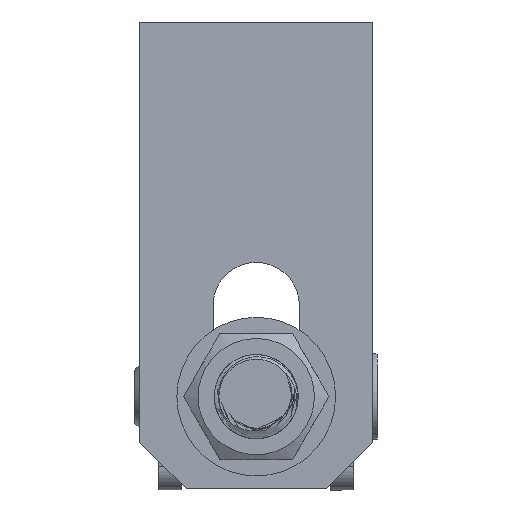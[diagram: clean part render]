
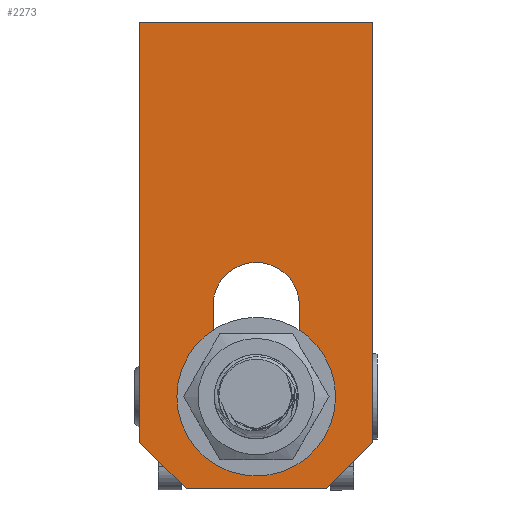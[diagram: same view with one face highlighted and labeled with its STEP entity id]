
A CAD part, left-side view. The second image highlights one B-rep face of the part: STEP entity #2273.
In plain terms, the highlighted face is planar.
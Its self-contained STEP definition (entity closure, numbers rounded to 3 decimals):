
#210=FACE_BOUND('',#776,.T.);
#364=LINE('',#11522,#491);
#368=LINE('',#11534,#495);
#370=LINE('',#11542,#497);
#374=LINE('',#11550,#501);
#377=LINE('',#11556,#504);
#378=LINE('',#11558,#505);
#379=LINE('',#11560,#506);
#380=LINE('',#11561,#507);
#491=VECTOR('',#3090,10.);
#495=VECTOR('',#3102,10.);
#497=VECTOR('',#3112,10.);
#501=VECTOR('',#3118,10.);
#504=VECTOR('',#3123,10.);
#505=VECTOR('',#3124,10.);
#506=VECTOR('',#3125,10.);
#507=VECTOR('',#3126,10.);
#640=FACE_OUTER_BOUND('',#775,.T.);
#775=EDGE_LOOP('',(#1950,#1951,#1952,#1953,#1954,#1955));
#776=EDGE_LOOP('',(#1956,#1957,#1958,#1959));
#889=CIRCLE('',#2635,9.25);
#891=CIRCLE('',#2639,9.25);
#1082=VERTEX_POINT('',#11519);
#1083=VERTEX_POINT('',#11521);
#1085=VERTEX_POINT('',#11527);
#1087=VERTEX_POINT('',#11533);
#1088=VERTEX_POINT('',#11540);
#1089=VERTEX_POINT('',#11541);
#1092=VERTEX_POINT('',#11549);
#1094=VERTEX_POINT('',#11555);
#1095=VERTEX_POINT('',#11557);
#1096=VERTEX_POINT('',#11559);
#1376=EDGE_CURVE('',#1083,#1082,#364,.T.);
#1379=EDGE_CURVE('',#1085,#1083,#889,.T.);
#1382=EDGE_CURVE('',#1087,#1085,#368,.T.);
#1385=EDGE_CURVE('',#1082,#1087,#891,.T.);
#1386=EDGE_CURVE('',#1088,#1089,#370,.T.);
#1390=EDGE_CURVE('',#1089,#1092,#374,.T.);
#1393=EDGE_CURVE('',#1094,#1088,#377,.T.);
#1394=EDGE_CURVE('',#1095,#1094,#378,.T.);
#1395=EDGE_CURVE('',#1096,#1095,#379,.T.);
#1396=EDGE_CURVE('',#1092,#1096,#380,.T.);
#1950=ORIENTED_EDGE('',*,*,#1386,.F.);
#1951=ORIENTED_EDGE('',*,*,#1393,.F.);
#1952=ORIENTED_EDGE('',*,*,#1394,.F.);
#1953=ORIENTED_EDGE('',*,*,#1395,.F.);
#1954=ORIENTED_EDGE('',*,*,#1396,.F.);
#1955=ORIENTED_EDGE('',*,*,#1390,.F.);
#1956=ORIENTED_EDGE('',*,*,#1382,.T.);
#1957=ORIENTED_EDGE('',*,*,#1379,.T.);
#1958=ORIENTED_EDGE('',*,*,#1376,.T.);
#1959=ORIENTED_EDGE('',*,*,#1385,.T.);
#2165=PLANE('',#2642);
#2273=ADVANCED_FACE('',(#640,#210),#2165,.T.);
#2635=AXIS2_PLACEMENT_3D('',#11528,#3096,#3097);
#2639=AXIS2_PLACEMENT_3D('',#11538,#3108,#3109);
#2642=AXIS2_PLACEMENT_3D('',#11554,#3121,#3122);
#3090=DIRECTION('',(0.,1.,0.));
#3096=DIRECTION('center_axis',(0.,0.,-1.));
#3097=DIRECTION('ref_axis',(-1.,0.,0.));
#3102=DIRECTION('',(0.,-1.,0.));
#3108=DIRECTION('center_axis',(0.,0.,-1.));
#3109=DIRECTION('ref_axis',(1.,0.,0.));
#3112=DIRECTION('',(-0.707,-0.707,0.));
#3118=DIRECTION('',(-1.,0.,0.));
#3121=DIRECTION('center_axis',(0.,0.,1.));
#3122=DIRECTION('ref_axis',(1.,0.,0.));
#3123=DIRECTION('',(0.,-1.,0.));
#3124=DIRECTION('',(1.,0.,0.));
#3125=DIRECTION('',(0.,1.,0.));
#3126=DIRECTION('',(-0.707,0.707,0.));
#11519=CARTESIAN_POINT('',(15.75,39.25,8.));
#11521=CARTESIAN_POINT('',(15.75,19.75,8.));
#11522=CARTESIAN_POINT('',(15.75,34.875,8.));
#11527=CARTESIAN_POINT('',(34.25,19.75,8.));
#11528=CARTESIAN_POINT('Origin',(25.,19.75,8.));
#11533=CARTESIAN_POINT('',(34.25,39.25,8.));
#11534=CARTESIAN_POINT('',(34.25,34.875,8.));
#11538=CARTESIAN_POINT('Origin',(25.,39.25,8.));
#11540=CARTESIAN_POINT('',(50.,10.,8.));
#11541=CARTESIAN_POINT('',(40.,0.,8.));
#11542=CARTESIAN_POINT('',(51.25,11.25,8.));
#11549=CARTESIAN_POINT('',(10.,0.,8.));
#11550=CARTESIAN_POINT('',(0.,0.,8.));
#11554=CARTESIAN_POINT('Origin',(25.,50.,8.));
#11555=CARTESIAN_POINT('',(50.,100.,8.));
#11556=CARTESIAN_POINT('',(50.,0.,8.));
#11557=CARTESIAN_POINT('',(0.,100.,8.));
#11558=CARTESIAN_POINT('',(50.,100.,8.));
#11559=CARTESIAN_POINT('',(0.,10.,8.));
#11560=CARTESIAN_POINT('',(0.,100.,8.));
#11561=CARTESIAN_POINT('',(-1.25,11.25,8.));
